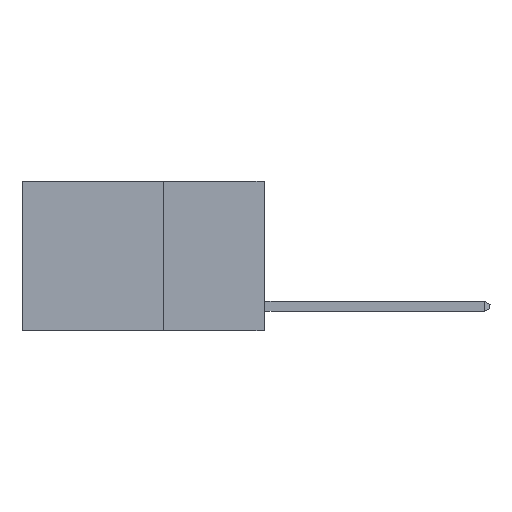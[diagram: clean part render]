
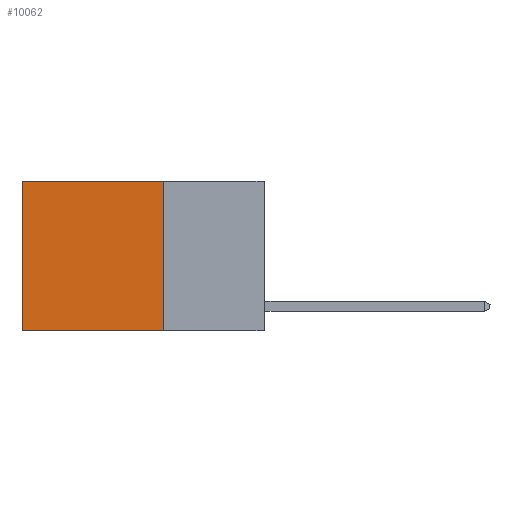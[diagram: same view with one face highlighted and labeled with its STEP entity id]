
A CAD part, left-side view. The second image highlights one B-rep face of the part: STEP entity #10062.
In plain terms, the highlighted planar face has unit normal (-1, 0, 0).
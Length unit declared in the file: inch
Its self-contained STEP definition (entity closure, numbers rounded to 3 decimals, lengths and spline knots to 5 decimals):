
#849 = ORIENTED_EDGE ( 'NONE', *, *, #1590, .T. ) ;
#1066 = CARTESIAN_POINT ( 'NONE',  ( 0.2625, 0.6, 0. ) ) ;
#1571 = DIRECTION ( 'NONE',  ( 0., 1., 0. ) ) ;
#1590 = EDGE_CURVE ( 'NONE', #7156, #15456, #10446, .T. ) ;
#1662 = DIRECTION ( 'NONE',  ( 0., 0., -1. ) ) ;
#1854 = CARTESIAN_POINT ( 'NONE',  ( 0.2625, 0.6, -0.37 ) ) ;
#2166 = CARTESIAN_POINT ( 'NONE',  ( 0.2625, 0.25, -0.37 ) ) ;
#2746 = CARTESIAN_POINT ( 'NONE',  ( 0.2625, 0.6, 0. ) ) ;
#2776 = CARTESIAN_POINT ( 'NONE',  ( 0.2625, 0.25, -0.37 ) ) ;
#3214 = ORIENTED_EDGE ( 'NONE', *, *, #9771, .F. ) ;
#4192 = CARTESIAN_POINT ( 'NONE',  ( 0.2625, 0.25, 0. ) ) ;
#4784 = VERTEX_POINT ( 'NONE', #1854 ) ;
#5447 = DIRECTION ( 'NONE',  ( 0., 1., 0. ) ) ;
#6548 = CARTESIAN_POINT ( 'NONE',  ( 0.2625, 0.25, 0. ) ) ;
#7156 = VERTEX_POINT ( 'NONE', #9149 ) ;
#7269 = VECTOR ( 'NONE', #5447, 39.37008 ) ;
#7432 = VECTOR ( 'NONE', #13517, 39.37008 ) ;
#7744 = PLANE ( 'NONE',  #15291 ) ;
#7816 = ORIENTED_EDGE ( 'NONE', *, *, #11945, .F. ) ;
#8909 = DIRECTION ( 'NONE',  ( 1., 0., 0. ) ) ;
#9149 = CARTESIAN_POINT ( 'NONE',  ( 0.2625, 0.25, 0. ) ) ;
#9771 = EDGE_CURVE ( 'NONE', #7156, #14055, #10986, .T. ) ;
#10005 = EDGE_LOOP ( 'NONE', ( #13825, #7816, #3214, #849 ) ) ;
#10031 = LINE ( 'NONE', #2776, #10398 ) ;
#10062 = ADVANCED_FACE ( 'NONE', ( #14464 ), #7744, .F. ) ;
#10398 = VECTOR ( 'NONE', #1571, 39.37008 ) ;
#10446 = LINE ( 'NONE', #4192, #7269 ) ;
#10579 = EDGE_CURVE ( 'NONE', #15456, #4784, #10591, .T. ) ;
#10591 = LINE ( 'NONE', #2746, #7432 ) ;
#10622 = VECTOR ( 'NONE', #10757, 39.37008 ) ;
#10757 = DIRECTION ( 'NONE',  ( 0., 0., -1. ) ) ;
#10986 = LINE ( 'NONE', #11871, #10622 ) ;
#11871 = CARTESIAN_POINT ( 'NONE',  ( 0.2625, 0.25, 0. ) ) ;
#11945 = EDGE_CURVE ( 'NONE', #14055, #4784, #10031, .T. ) ;
#13517 = DIRECTION ( 'NONE',  ( 0., 0., -1. ) ) ;
#13825 = ORIENTED_EDGE ( 'NONE', *, *, #10579, .T. ) ;
#14055 = VERTEX_POINT ( 'NONE', #2166 ) ;
#14464 = FACE_OUTER_BOUND ( 'NONE', #10005, .T. ) ;
#15291 = AXIS2_PLACEMENT_3D ( 'NONE', #6548, #8909, #1662 ) ;
#15456 = VERTEX_POINT ( 'NONE', #1066 ) ;
